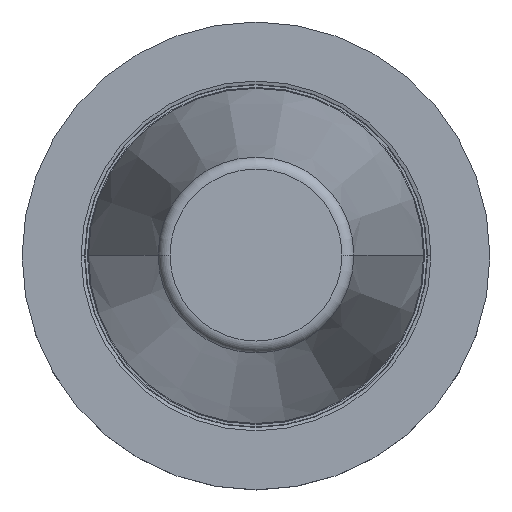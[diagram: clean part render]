
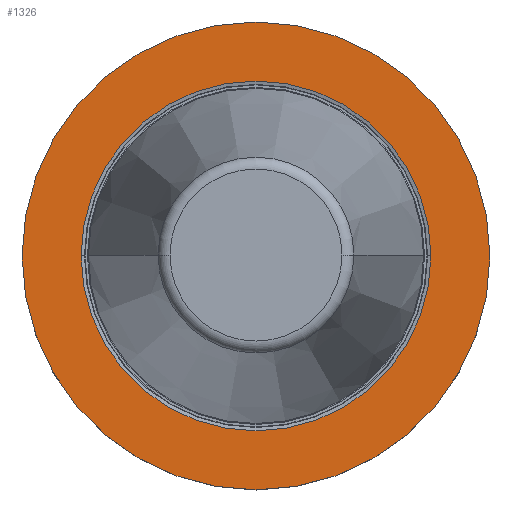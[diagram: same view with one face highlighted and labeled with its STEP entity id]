
A CAD part, top view. The second image highlights one B-rep face of the part: STEP entity #1326.
In plain terms, the highlighted planar face has unit normal (0, 0, 1).
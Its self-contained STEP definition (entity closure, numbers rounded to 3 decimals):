
#367=CARTESIAN_POINT('',(0.,0.,-3.2));
#368=DIRECTION('',(0.,0.,1.));
#369=DIRECTION('',(1.,0.,0.));
#370=AXIS2_PLACEMENT_3D('',#367,#368,#369);
#375=CARTESIAN_POINT('',(0.,0.,-3.2));
#376=DIRECTION('',(0.,0.,-1.));
#377=DIRECTION('',(1.,0.,0.));
#378=AXIS2_PLACEMENT_3D('',#375,#376,#377);
#383=CARTESIAN_POINT('',(0.,0.,-3.2));
#384=DIRECTION('',(0.,0.,1.));
#385=DIRECTION('',(1.,0.,0.));
#386=AXIS2_PLACEMENT_3D('',#383,#384,#385);
#391=CARTESIAN_POINT('',(0.,0.,-3.2));
#392=DIRECTION('',(0.,0.,1.));
#393=DIRECTION('',(-1.,0.,0.));
#394=AXIS2_PLACEMENT_3D('',#391,#392,#393);
#869=CARTESIAN_POINT('',(48.75,0.,-3.2));
#870=CARTESIAN_POINT('',(-48.75,0.,-3.2));
#871=VERTEX_POINT('',#869);
#872=VERTEX_POINT('',#870);
#935=CARTESIAN_POINT('',(36.446,0.,-3.2));
#936=VERTEX_POINT('',#935);
#939=CARTESIAN_POINT('',(-36.446,0.,-3.2));
#940=VERTEX_POINT('',#939);
#1311=CARTESIAN_POINT('',(0.,0.,-3.2));
#1312=DIRECTION('',(0.,0.,-1.));
#1313=DIRECTION('',(-1.,0.,0.));
#1314=AXIS2_PLACEMENT_3D('',#1311,#1312,#1313);
#1315=PLANE('',#1314);
#1316=ORIENTED_EDGE('',*,*,#1292,.F.);
#1317=ORIENTED_EDGE('',*,*,#1234,.T.);
#1318=EDGE_LOOP('',(#1316,#1317));
#1319=FACE_OUTER_BOUND('',#1318,.F.);
#1321=ORIENTED_EDGE('',*,*,#1320,.T.);
#1323=ORIENTED_EDGE('',*,*,#1322,.T.);
#1324=EDGE_LOOP('',(#1321,#1323));
#1325=FACE_BOUND('',#1324,.F.);
#371=CIRCLE('',#370,48.75);
#379=CIRCLE('',#378,48.75);
#387=CIRCLE('',#386,36.446);
#395=CIRCLE('',#394,36.446);
#1234=EDGE_CURVE('',#871,#872,#379,.T.);
#1292=EDGE_CURVE('',#871,#872,#371,.T.);
#1320=EDGE_CURVE('',#936,#940,#387,.T.);
#1322=EDGE_CURVE('',#940,#936,#395,.T.);
#1326=ADVANCED_FACE('',(#1319,#1325),#1315,.F.);
